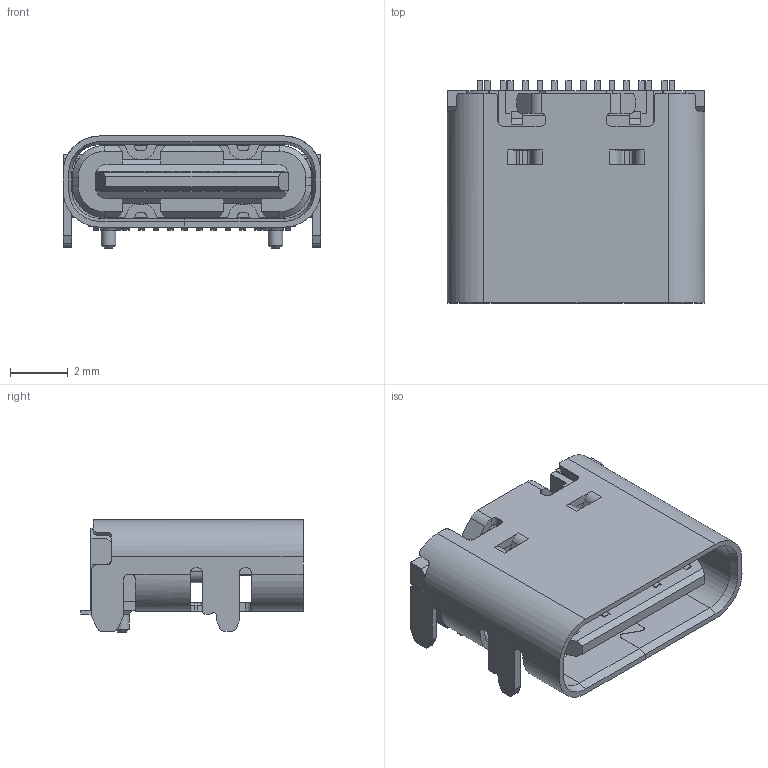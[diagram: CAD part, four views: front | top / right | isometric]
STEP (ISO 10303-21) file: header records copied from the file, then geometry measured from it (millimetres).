
FILE_DESCRIPTION(/* description */ ('STEP AP214'),/* implementation_level */ '2;1');
FILE_NAME(/* name */ 'USB4105-GF-A-060 v3.step',/* time_stamp */ '2025-05-18T13:22:25-04:00',/* author */ (''),/* organization */ (''),/* preprocessor_version */ 'ST-DEVELOPER v20.1',/* originating_system */ 'Autodesk Translation Framework v14.4.0.0',/* authorisation */ '');
FILE_SCHEMA (('AUTOMOTIVE_DESIGN { 1 0 10303 214 3 1 1 }'));
Length unit declared in the file: millimetre
Products named in the file (1): USB4105-GF-A-060
Bounding box: 8.94 x 7.7 x 3.88 mm (x, y, z)
Volume: 113.3 mm3; surface area: 480.6 mm2
Topology: 2 solids, 2 shells, 720 faces, 2019 edges, 1296 vertices
Faces by surface type: plane 523, cylinder 152, cone 38, bspline 7
Full cylindrical faces by diameter (mm): 0.5 x2
Entity records: 24227 total; most frequent: CARTESIAN_POINT 4919, ORIENTED_EDGE 4038, DIRECTION 3757, EDGE_CURVE 2019, LINE 1623, VECTOR 1623, VERTEX_POINT 1296, AXIS2_PLACEMENT_3D 1067
